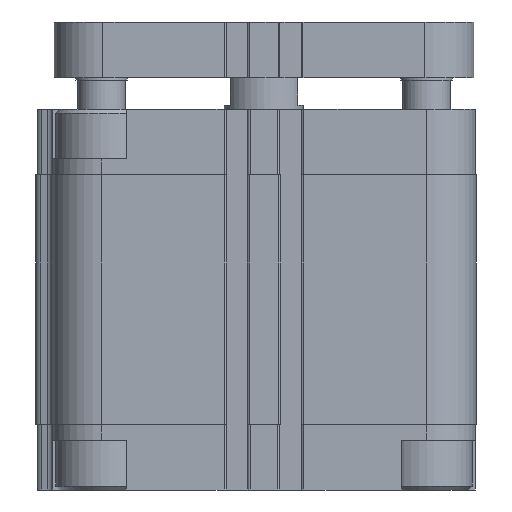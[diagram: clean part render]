
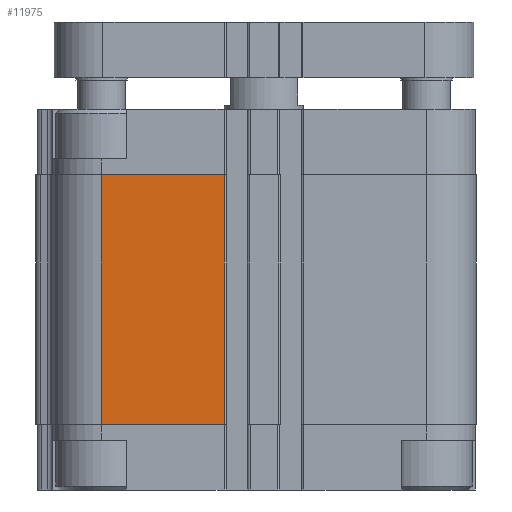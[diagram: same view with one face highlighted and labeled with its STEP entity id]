
A CAD part, left-side view. The second image highlights one B-rep face of the part: STEP entity #11975.
In plain terms, the highlighted face is planar.
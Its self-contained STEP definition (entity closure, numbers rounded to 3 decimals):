
#2090=ORIENTED_EDGE('',*,*,#5340,.F.);
#2091=ORIENTED_EDGE('',*,*,#5339,.F.);
#2092=ORIENTED_EDGE('',*,*,#5341,.T.);
#2093=ORIENTED_EDGE('',*,*,#5342,.T.);
#5339=EDGE_CURVE('',#6970,#6969,#8039,.T.);
#5340=EDGE_CURVE('',#6969,#6971,#8040,.T.);
#5341=EDGE_CURVE('',#6970,#6972,#8041,.T.);
#5342=EDGE_CURVE('',#6972,#6971,#8042,.T.);
#6969=VERTEX_POINT('',#19156);
#6970=VERTEX_POINT('',#19158);
#6971=VERTEX_POINT('',#19162);
#6972=VERTEX_POINT('',#19164);
#8039=LINE('',#19159,#9127);
#8040=LINE('',#19161,#9128);
#8041=LINE('',#19163,#9129);
#8042=LINE('',#19165,#9130);
#9127=VECTOR('',#14965,1000.);
#9128=VECTOR('',#14968,1000.);
#9129=VECTOR('',#14969,1000.);
#9130=VECTOR('',#14970,1000.);
#9887=EDGE_LOOP('',(#2090,#2091,#2092,#2093));
#10729=FACE_BOUND('',#9887,.T.);
#11495=PLANE('',#12895);
#11975=ADVANCED_FACE('',(#10729),#11495,.T.);
#12895=AXIS2_PLACEMENT_3D('',#19160,#14966,#14967);
#14965=DIRECTION('',(0.,0.,1.));
#14966=DIRECTION('',(1.,0.,0.));
#14967=DIRECTION('',(0.,0.,-1.));
#14968=DIRECTION('',(0.,1.,0.));
#14969=DIRECTION('',(0.,1.,0.));
#14970=DIRECTION('',(0.,0.,1.));
#19156=CARTESIAN_POINT('',(53.5,-41.,-16.5));
#19158=CARTESIAN_POINT('',(53.5,-41.,-79.5));
#19159=CARTESIAN_POINT('',(53.5,-41.,-79.5));
#19160=CARTESIAN_POINT('',(53.5,-41.,-79.5));
#19161=CARTESIAN_POINT('',(53.5,-41.,-16.5));
#19162=CARTESIAN_POINT('',(53.5,-9.95,-16.5));
#19163=CARTESIAN_POINT('',(53.5,-41.,-79.5));
#19164=CARTESIAN_POINT('',(53.5,-9.95,-79.5));
#19165=CARTESIAN_POINT('',(53.5,-9.95,-79.5));
